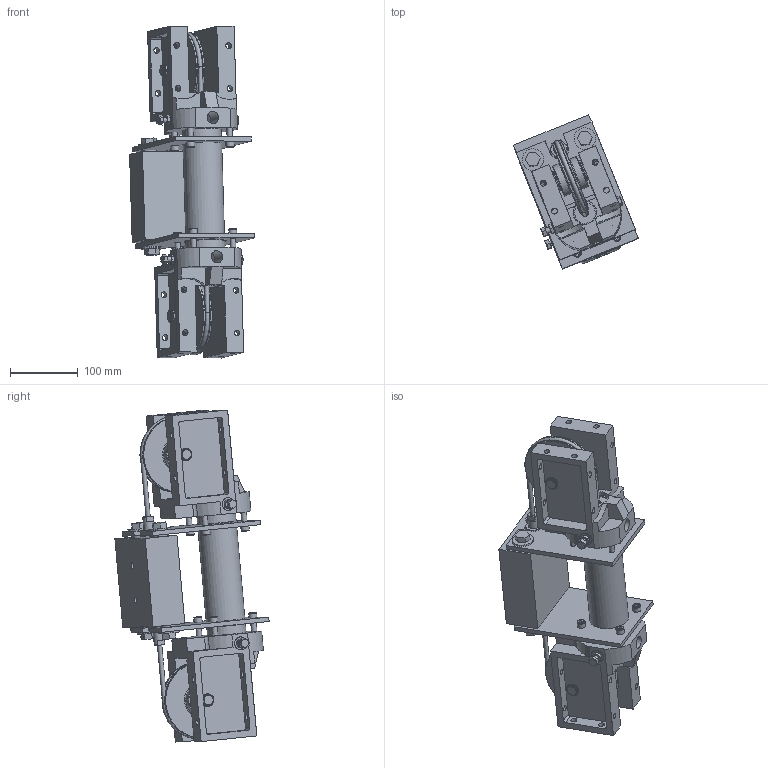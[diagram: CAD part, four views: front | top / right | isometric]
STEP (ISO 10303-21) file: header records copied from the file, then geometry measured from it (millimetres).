
FILE_DESCRIPTION((''),'2;1');
FILE_NAME('GCC1203 ZERO STROKE.stp','2010-09-29T13:08:10',('WCB'),(''),'Autodesk Inventor 2010','Autodesk Inventor 2010','');
FILE_SCHEMA(('AUTOMOTIVE_DESIGN { 1 0 10303 214 1 1 1 1 }'));
Length unit declared in the file: inch
Products named in the file (37): GCC1203 ZERO STROKE; 1204-4005 1203 - 1251 sheave; 99502H BEARING; 99502H BEARING SHELL; 99502H BEARING SEAL; 1150-4-1063 .642 x 1.125 x ; 1204-4003 head std 2 in bore; 1203-1251 GLAND ASSY; 1880-4-1030 gland .25 cable; 1880-4-1028; o-ring -214; 1200-4-1019 sheave pin; ring, retaining internal ho-137; 1150-1031 EXTERNAL RING N5100-62; Hexagon Socket Head Cap Screw - 5/16 - 18 - 1 1/4; 1150-4-1033 2,2.5,3,4 cushion screw; 1150-1065 THD. SEAL; Hex Jam Nut - 5/16 - 18; Hex Cap Screw - 5/16 - 18 - 1/2; gcc1203 cable, piston, clevis block assy; .250 gcc cable zero stroke stk. plus 16; 1201-1000; 1201-1001; 1200-9026 gcc1203 piston assy; 1200-4-1018  1203 piston; 1200-1046 .625-18 ready rod 3 inches; Hex Jam Nut - 5/8 - 18; Hex Jam Nut - Inch 5/8 - 18; 1204-4012 gcc1203 clevis block; 1200-1050 bearing ms-1418-16; gcc1203 tube - clamp plate assy; 1209-1001 gcc1203 tube stk. plus 7; 1200-1030 tube ring rs225; 1200-4-1047 clamp plate gcc1203; 1200-1053 rod, hard chrome .875 dia. stk. plus 5; 1300-1045 washer plain type A nominal ; 1300-1041 hhcs .50-13 x 
Assembly tree (88 placements, depth 4):
  GCC1203 ZERO STROKE
    1204-4005 1203 - 1251 sheave  x2
    99502H BEARING  x4
      99502H BEARING SHELL
      99502H BEARING SEAL
    1150-4-1063 .642 x 1.125 x   x8
    1204-4003 head std 2 in bore  x2
    1203-1251 GLAND ASSY  x2
      1880-4-1030 gland .25 cable
      1880-4-1028
      o-ring -214
    1200-4-1019 sheave pin  x2
    ring, retaining internal ho-137  x2
    1150-1031 EXTERNAL RING N5100-62  x4
    Hexagon Socket Head Cap Screw - 5/16 - 18 - 1 1/4  x8
    1150-4-1033 2,2.5,3,4 cushion screw  x2
    1150-1065 THD. SEAL  x4
    Hex Jam Nut - 5/16 - 18  x2
    Hex Cap Screw - 5/16 - 18 - 1/2  x2
    gcc1203 cable, piston, clevis block assy
      .250 gcc cable zero stroke stk. plus 16  x2
      1201-1000  x2
      1201-1001  x2
      1200-9026 gcc1203 piston assy
        1200-4-1018  1203 piston  x2
        1200-1046 .625-18 ready rod 3 inches
        Hex Jam Nut - 5/8 - 18  x2
        Hex Jam Nut - Inch 5/8 - 18  x2
      1204-4012 gcc1203 clevis block
      1200-1050 bearing ms-1418-16  x4
    gcc1203 tube - clamp plate assy
      1209-1001 gcc1203 tube stk. plus 7
      1200-1030 tube ring rs225  x2
      1200-4-1047 clamp plate gcc1203  x2
    1200-1053 rod, hard chrome .875 dia. stk. plus 5  x2
    1300-1045 washer plain type A nominal   x4
    1300-1041 hhcs .50-13 x   x4
    Hex Jam Nut - 5/8 - 18  x2
Bounding box: 184.02 x 227.34 x 489.42 mm (x, y, z)
Volume: 2924262.4 mm3; surface area: 782116.8 mm2
Topology: 95 solids, 95 shells, 1169 faces, 2487 edges, 1604 vertices
Faces by surface type: plane 538, cylinder 293, bspline 130, torus 104, cone 104
Full cylindrical faces by diameter (mm): 5.842 x2, 6.35 x4, 6.41 x2, 6.833 x2, 7.925 x22, 7.938 x4, 8.331 x8, 9.525 x2, 11.43 x2, 11.913 x8, 12.7 x4, 12.827 x4, 14.224 x2, 14.347 x4, 14.986 x4, 15.85 x6, 15.875 x9, 16.307 x8, 18.255 x2, 18.923 x12, 18.974 x2, 19.05 x4, 19.075 x4, 20.218 x2, 22.212 x2, 22.225 x4, 22.25 x4, 25.4 x4, 26.06 x2, 28.575 x14
Entity records: 14420 total; most frequent: CARTESIAN_POINT 3656, DIRECTION 2141, ORIENTED_EDGE 1508, AXIS2_PLACEMENT_3D 941, EDGE_LOOP 838, EDGE_CURVE 754, VERTEX_POINT 604, FACE_OUTER_BOUND 475
